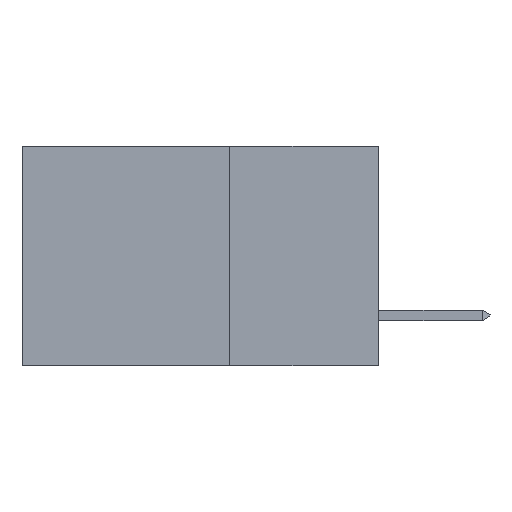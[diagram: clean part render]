
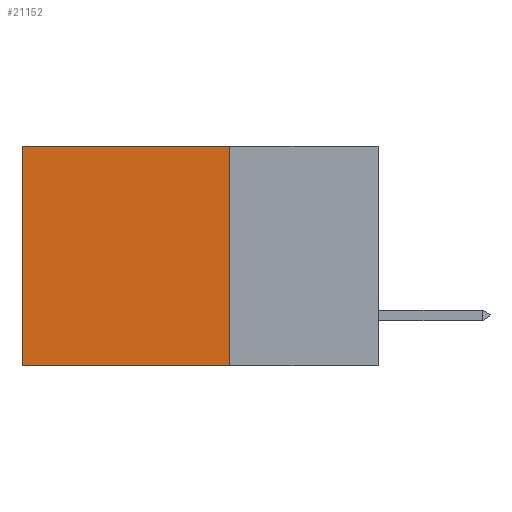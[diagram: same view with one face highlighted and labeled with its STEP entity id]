
A CAD part, left-side view. The second image highlights one B-rep face of the part: STEP entity #21152.
In plain terms, the highlighted planar face has unit normal (-1, 0, 0).
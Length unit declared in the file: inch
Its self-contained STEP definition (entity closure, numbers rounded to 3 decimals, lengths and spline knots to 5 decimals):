
#178 = CARTESIAN_POINT ( 'NONE',  ( 0.298, 0.25, 0. ) ) ;
#966 = DIRECTION ( 'NONE',  ( 0., 1., 0. ) ) ;
#1251 = ORIENTED_EDGE ( 'NONE', *, *, #2322, .F. ) ;
#1278 = CARTESIAN_POINT ( 'NONE',  ( 0.298, 0.25, -0.37 ) ) ;
#2078 = VERTEX_POINT ( 'NONE', #5246 ) ;
#2192 = AXIS2_PLACEMENT_3D ( 'NONE', #178, #20858, #15023 ) ;
#2322 = EDGE_CURVE ( 'NONE', #2078, #15614, #26626, .T. ) ;
#2916 = CARTESIAN_POINT ( 'NONE',  ( 0.298, 0.25, 0. ) ) ;
#3621 = CARTESIAN_POINT ( 'NONE',  ( 0.298, 0.25, 0. ) ) ;
#4341 = LINE ( 'NONE', #22127, #17394 ) ;
#5246 = CARTESIAN_POINT ( 'NONE',  ( 0.298, 0.25, 0. ) ) ;
#5477 = DIRECTION ( 'NONE',  ( 0., 1., 0. ) ) ;
#5572 = VECTOR ( 'NONE', #5477, 39.37008 ) ;
#6900 = LINE ( 'NONE', #3621, #5572 ) ;
#7324 = VECTOR ( 'NONE', #966, 39.37008 ) ;
#7329 = ORIENTED_EDGE ( 'NONE', *, *, #15926, .T. ) ;
#7465 = CARTESIAN_POINT ( 'NONE',  ( 0.298, 0.25, -0.37 ) ) ;
#11581 = FACE_OUTER_BOUND ( 'NONE', #19079, .T. ) ;
#13261 = EDGE_CURVE ( 'NONE', #15614, #26723, #13525, .T. ) ;
#13525 = LINE ( 'NONE', #7465, #7324 ) ;
#14540 = EDGE_CURVE ( 'NONE', #24713, #26723, #4341, .T. ) ;
#15023 = DIRECTION ( 'NONE',  ( 0., 0., -1. ) ) ;
#15614 = VERTEX_POINT ( 'NONE', #1278 ) ;
#15926 = EDGE_CURVE ( 'NONE', #2078, #24713, #6900, .T. ) ;
#16019 = ORIENTED_EDGE ( 'NONE', *, *, #14540, .T. ) ;
#16503 = PLANE ( 'NONE',  #2192 ) ;
#17394 = VECTOR ( 'NONE', #26300, 39.37008 ) ;
#18172 = VECTOR ( 'NONE', #25811, 39.37008 ) ;
#19079 = EDGE_LOOP ( 'NONE', ( #16019, #25925, #1251, #7329 ) ) ;
#20858 = DIRECTION ( 'NONE',  ( 1., 0., 0. ) ) ;
#21152 = ADVANCED_FACE ( 'NONE', ( #11581 ), #16503, .F. ) ;
#22127 = CARTESIAN_POINT ( 'NONE',  ( 0.298, 0.6, 0. ) ) ;
#24713 = VERTEX_POINT ( 'NONE', #25766 ) ;
#25509 = CARTESIAN_POINT ( 'NONE',  ( 0.298, 0.6, -0.37 ) ) ;
#25766 = CARTESIAN_POINT ( 'NONE',  ( 0.298, 0.6, 0. ) ) ;
#25811 = DIRECTION ( 'NONE',  ( 0., 0., -1. ) ) ;
#25925 = ORIENTED_EDGE ( 'NONE', *, *, #13261, .F. ) ;
#26300 = DIRECTION ( 'NONE',  ( 0., 0., -1. ) ) ;
#26626 = LINE ( 'NONE', #2916, #18172 ) ;
#26723 = VERTEX_POINT ( 'NONE', #25509 ) ;
